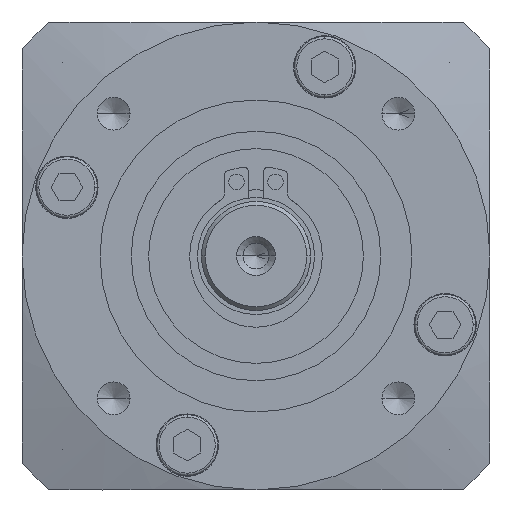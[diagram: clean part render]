
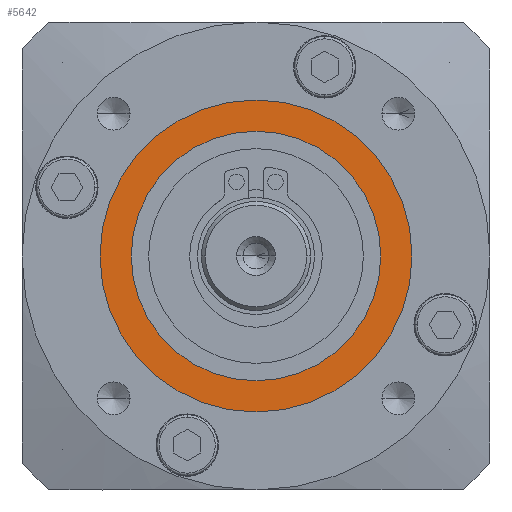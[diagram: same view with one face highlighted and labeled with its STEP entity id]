
A CAD part, front view. The second image highlights one B-rep face of the part: STEP entity #5642.
In plain terms, the highlighted planar face has unit normal (0, -1, 0).
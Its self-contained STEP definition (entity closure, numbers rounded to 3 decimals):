
#447 = CARTESIAN_POINT ( 'NONE',  ( 0., -81., 0. ) ) ;
#661 = AXIS2_PLACEMENT_3D ( 'NONE', #15621, #4331, #15787 ) ;
#1454 = EDGE_CURVE ( 'NONE', #7309, #6516, #13002, .T. ) ;
#2169 = CARTESIAN_POINT ( 'NONE',  ( 0., -81., 0. ) ) ;
#2336 = CARTESIAN_POINT ( 'NONE',  ( -16., -81., 0. ) ) ;
#2382 = DIRECTION ( 'NONE',  ( 1., 0., 0. ) ) ;
#2672 = CIRCLE ( 'NONE', #661, 20. ) ;
#2703 = CARTESIAN_POINT ( 'NONE',  ( 0., -81., 0. ) ) ;
#3005 = ORIENTED_EDGE ( 'NONE', *, *, #18330, .T. ) ;
#3099 = DIRECTION ( 'NONE',  ( 0., -1., 0. ) ) ;
#3194 = CIRCLE ( 'NONE', #20837, 16. ) ;
#4251 = FACE_BOUND ( 'NONE', #9466, .T. ) ;
#4291 = CIRCLE ( 'NONE', #11203, 20. ) ;
#4331 = DIRECTION ( 'NONE',  ( 0., -1., 0. ) ) ;
#5009 = CARTESIAN_POINT ( 'NONE',  ( 0., -81., 0. ) ) ;
#5642 = ADVANCED_FACE ( 'NONE', ( #18114, #4251 ), #13983, .T. ) ;
#5772 = CARTESIAN_POINT ( 'NONE',  ( -20., -81., 0. ) ) ;
#5850 = DIRECTION ( 'NONE',  ( 1., 0., 0. ) ) ;
#6516 = VERTEX_POINT ( 'NONE', #2336 ) ;
#7309 = VERTEX_POINT ( 'NONE', #17577 ) ;
#7581 = EDGE_LOOP ( 'NONE', ( #9931, #3005 ) ) ;
#8517 = VERTEX_POINT ( 'NONE', #21171 ) ;
#9466 = EDGE_LOOP ( 'NONE', ( #11453, #23889 ) ) ;
#9931 = ORIENTED_EDGE ( 'NONE', *, *, #12988, .T. ) ;
#11203 = AXIS2_PLACEMENT_3D ( 'NONE', #447, #13671, #2382 ) ;
#11453 = ORIENTED_EDGE ( 'NONE', *, *, #1454, .F. ) ;
#12988 = EDGE_CURVE ( 'NONE', #21755, #8517, #2672, .T. ) ;
#13002 = CIRCLE ( 'NONE', #13755, 16. ) ;
#13671 = DIRECTION ( 'NONE',  ( 0., -1., 0. ) ) ;
#13755 = AXIS2_PLACEMENT_3D ( 'NONE', #5009, #3099, #16321 ) ;
#13983 = PLANE ( 'NONE',  #22814 ) ;
#14474 = DIRECTION ( 'NONE',  ( 1., 0., 0. ) ) ;
#15621 = CARTESIAN_POINT ( 'NONE',  ( 0., -81., 0. ) ) ;
#15787 = DIRECTION ( 'NONE',  ( 1., 0., 0. ) ) ;
#16321 = DIRECTION ( 'NONE',  ( 1., 0., 0. ) ) ;
#17577 = CARTESIAN_POINT ( 'NONE',  ( 16., -81., 0. ) ) ;
#18114 = FACE_OUTER_BOUND ( 'NONE', #7581, .T. ) ;
#18330 = EDGE_CURVE ( 'NONE', #8517, #21755, #4291, .T. ) ;
#18973 = DIRECTION ( 'NONE',  ( 0., -1., 0. ) ) ;
#19620 = EDGE_CURVE ( 'NONE', #6516, #7309, #3194, .T. ) ;
#20837 = AXIS2_PLACEMENT_3D ( 'NONE', #2169, #18973, #5850 ) ;
#21171 = CARTESIAN_POINT ( 'NONE',  ( 20., -81., 0. ) ) ;
#21755 = VERTEX_POINT ( 'NONE', #5772 ) ;
#21972 = DIRECTION ( 'NONE',  ( 0., -1., 0. ) ) ;
#22814 = AXIS2_PLACEMENT_3D ( 'NONE', #2703, #21972, #14474 ) ;
#23889 = ORIENTED_EDGE ( 'NONE', *, *, #19620, .F. ) ;
